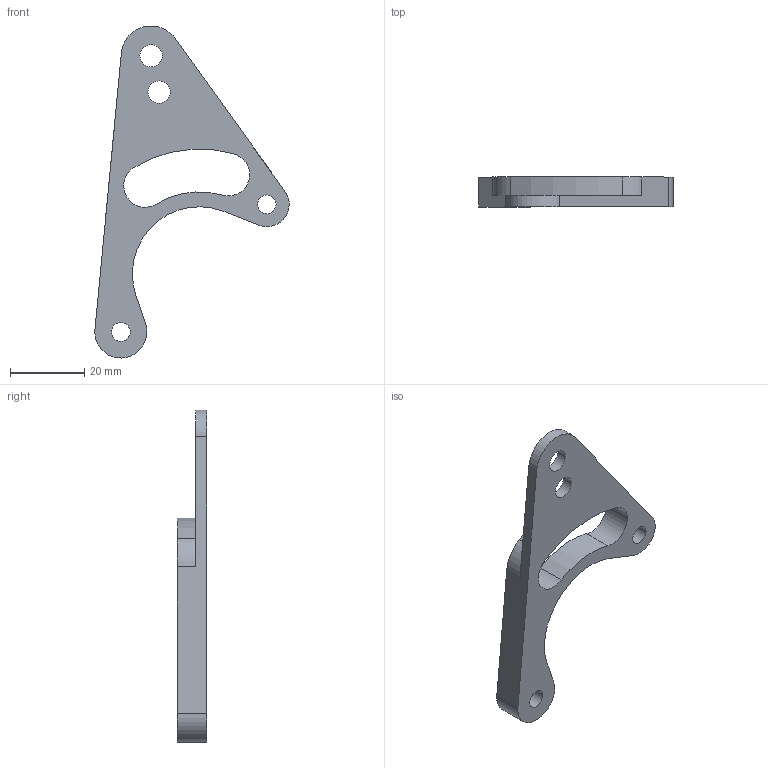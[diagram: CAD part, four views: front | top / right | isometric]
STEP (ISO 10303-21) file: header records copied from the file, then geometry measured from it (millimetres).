
FILE_DESCRIPTION(('CATIA V5 STEP Exchange'),'2;1');
FILE_NAME('9150122_Platine_support_tige_selecteur.stp','2017-08-06T22:42:10+00:00',('none'),('none'),'Version 5-6 Release 2012','CATIA V5 STEP AP203','none');
FILE_SCHEMA(('CONFIG_CONTROL_DESIGN'));
Length unit declared in the file: millimetre
Products named in the file (1): 9150122_Platine_support_tige_selecteur
Bounding box: 52.17 x 8 x 89.18 mm (x, y, z)
Volume: 9054.3 mm3; surface area: 5861.1 mm2
Topology: 1 solids, 1 shells, 26 faces, 72 edges, 48 vertices
Faces by surface type: cylinder 19, plane 7
Entity records: 858 total; most frequent: ORIENTED_EDGE 144, CARTESIAN_POINT 143, DIRECTION 116, EDGE_CURVE 72, AXIS2_PLACEMENT_3D 61, VERTEX_POINT 48, CIRCLE 38, EDGE_LOOP 36
